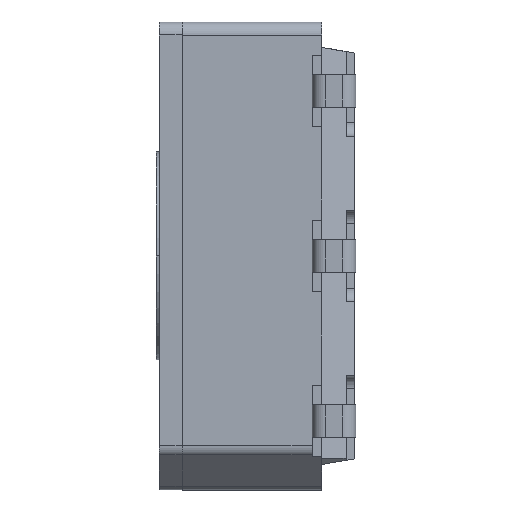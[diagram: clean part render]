
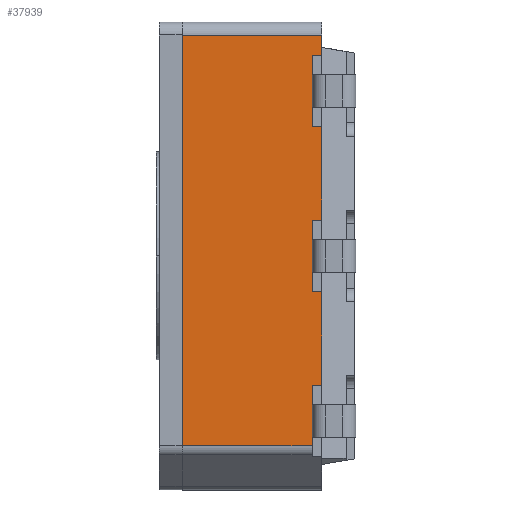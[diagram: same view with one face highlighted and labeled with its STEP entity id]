
A CAD part, left-side view. The second image highlights one B-rep face of the part: STEP entity #37939.
In plain terms, the highlighted planar face has unit normal (-1, 0, 0).
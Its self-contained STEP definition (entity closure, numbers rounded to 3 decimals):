
#185 = CARTESIAN_POINT ( 'NONE',  ( -2.096, 0.501, 3.09 ) ) ;
#507 = DIRECTION ( 'NONE',  ( 0., 0., 1. ) ) ;
#1616 = DIRECTION ( 'NONE',  ( -1., 0., 0. ) ) ;
#1783 = LINE ( 'NONE', #19911, #33264 ) ;
#2139 = EDGE_CURVE ( 'NONE', #37076, #21743, #11542, .T. ) ;
#2230 = DIRECTION ( 'NONE',  ( 0., 0., 1. ) ) ;
#2641 = VECTOR ( 'NONE', #10748, 1000. ) ;
#2771 = EDGE_CURVE ( 'NONE', #20789, #38395, #1783, .T. ) ;
#3796 = VECTOR ( 'NONE', #17981, 1000. ) ;
#4097 = CARTESIAN_POINT ( 'NONE',  ( -2.096, 0.501, 0.55 ) ) ;
#4277 = EDGE_CURVE ( 'NONE', #33985, #12647, #25865, .T. ) ;
#4745 = VERTEX_POINT ( 'NONE', #21039 ) ;
#4766 = EDGE_CURVE ( 'NONE', #29626, #10385, #5272, .T. ) ;
#4769 = DIRECTION ( 'NONE',  ( 0., 1., 0. ) ) ;
#4891 = DIRECTION ( 'NONE',  ( 0., 1., 0. ) ) ;
#5272 = LINE ( 'NONE', #36463, #3796 ) ;
#6069 = LINE ( 'NONE', #22710, #27016 ) ;
#6078 = ORIENTED_EDGE ( 'NONE', *, *, #2139, .T. ) ;
#6107 = CARTESIAN_POINT ( 'NONE',  ( -2.096, 0.501, -0.549 ) ) ;
#6350 = LINE ( 'NONE', #17086, #37777 ) ;
#6625 = CARTESIAN_POINT ( 'NONE',  ( -2.096, -0.02, 3.4 ) ) ;
#6787 = DIRECTION ( 'NONE',  ( 0., 0., 1. ) ) ;
#6923 = ORIENTED_EDGE ( 'NONE', *, *, #15241, .T. ) ;
#7336 = ORIENTED_EDGE ( 'NONE', *, *, #8136, .T. ) ;
#7938 = CARTESIAN_POINT ( 'NONE',  ( -2.096, -0.02, 3.4 ) ) ;
#8136 = EDGE_CURVE ( 'NONE', #14484, #10385, #17416, .T. ) ;
#8417 = CARTESIAN_POINT ( 'NONE',  ( -2.096, 0.651, 147.32 ) ) ;
#10385 = VERTEX_POINT ( 'NONE', #35155 ) ;
#10470 = DIRECTION ( 'NONE',  ( 0., -1., 0. ) ) ;
#10748 = DIRECTION ( 'NONE',  ( 0., 0., -1. ) ) ;
#11007 = CARTESIAN_POINT ( 'NONE',  ( -2.096, 2.65, 3.4 ) ) ;
#11542 = LINE ( 'NONE', #25063, #38700 ) ;
#11603 = VECTOR ( 'NONE', #2230, 1000. ) ;
#12092 = EDGE_CURVE ( 'NONE', #20942, #14484, #16850, .T. ) ;
#12142 = CARTESIAN_POINT ( 'NONE',  ( -2.096, 0.501, 157.48 ) ) ;
#12647 = VERTEX_POINT ( 'NONE', #31732 ) ;
#13179 = CARTESIAN_POINT ( 'NONE',  ( -2.096, 0.651, 147.32 ) ) ;
#13278 = EDGE_CURVE ( 'NONE', #19070, #19149, #34907, .T. ) ;
#13898 = ORIENTED_EDGE ( 'NONE', *, *, #32724, .F. ) ;
#13947 = VERTEX_POINT ( 'NONE', #38960 ) ;
#14484 = VERTEX_POINT ( 'NONE', #11007 ) ;
#15241 = EDGE_CURVE ( 'NONE', #20789, #20942, #21248, .T. ) ;
#15822 = DIRECTION ( 'NONE',  ( 0., 1., 0. ) ) ;
#16358 = ORIENTED_EDGE ( 'NONE', *, *, #4277, .F. ) ;
#16686 = ORIENTED_EDGE ( 'NONE', *, *, #37528, .T. ) ;
#16837 = CARTESIAN_POINT ( 'NONE',  ( -2.096, 2.65, -3.51 ) ) ;
#16850 = LINE ( 'NONE', #6625, #26340 ) ;
#16890 = CARTESIAN_POINT ( 'NONE',  ( -2.096, 0.501, 0.55 ) ) ;
#17086 = CARTESIAN_POINT ( 'NONE',  ( -2.096, 0.651, 147.32 ) ) ;
#17411 = VECTOR ( 'NONE', #18246, 1000. ) ;
#17416 = LINE ( 'NONE', #16837, #2641 ) ;
#17981 = DIRECTION ( 'NONE',  ( 0., 1., 0. ) ) ;
#18246 = DIRECTION ( 'NONE',  ( 0., 0., 1. ) ) ;
#18450 = EDGE_LOOP ( 'NONE', ( #6923, #32206, #7336, #19808, #16686, #13898, #6078, #26119, #22002, #22849, #25969, #16358, #24204, #23634 ) ) ;
#19070 = VERTEX_POINT ( 'NONE', #4097 ) ;
#19119 = EDGE_CURVE ( 'NONE', #33985, #38395, #22373, .T. ) ;
#19149 = VERTEX_POINT ( 'NONE', #19167 ) ;
#19167 = CARTESIAN_POINT ( 'NONE',  ( -2.096, 0.651, 0.551 ) ) ;
#19808 = ORIENTED_EDGE ( 'NONE', *, *, #4766, .F. ) ;
#19911 = CARTESIAN_POINT ( 'NONE',  ( -2.096, 0.501, 3.09 ) ) ;
#20493 = AXIS2_PLACEMENT_3D ( 'NONE', #7938, #1616, #31875 ) ;
#20588 = DIRECTION ( 'NONE',  ( 0., 0., 1. ) ) ;
#20766 = FACE_OUTER_BOUND ( 'NONE', #18450, .T. ) ;
#20789 = VERTEX_POINT ( 'NONE', #185 ) ;
#20942 = VERTEX_POINT ( 'NONE', #37114 ) ;
#21039 = CARTESIAN_POINT ( 'NONE',  ( -2.096, 0.651, -1.99 ) ) ;
#21248 = LINE ( 'NONE', #12142, #17411 ) ;
#21395 = VECTOR ( 'NONE', #6787, 1000. ) ;
#21743 = VERTEX_POINT ( 'NONE', #6107 ) ;
#22002 = ORIENTED_EDGE ( 'NONE', *, *, #30482, .T. ) ;
#22373 = LINE ( 'NONE', #13179, #21395 ) ;
#22710 = CARTESIAN_POINT ( 'NONE',  ( -2.096, 0.501, -0.55 ) ) ;
#22849 = ORIENTED_EDGE ( 'NONE', *, *, #13278, .F. ) ;
#23634 = ORIENTED_EDGE ( 'NONE', *, *, #2771, .F. ) ;
#24022 = DIRECTION ( 'NONE',  ( 0., -1., 0. ) ) ;
#24204 = ORIENTED_EDGE ( 'NONE', *, *, #19119, .T. ) ;
#25063 = CARTESIAN_POINT ( 'NONE',  ( -2.096, 0.501, 157.48 ) ) ;
#25500 = LINE ( 'NONE', #32581, #30690 ) ;
#25626 = PLANE ( 'NONE',  #20493 ) ;
#25865 = LINE ( 'NONE', #35328, #31077 ) ;
#25969 = ORIENTED_EDGE ( 'NONE', *, *, #37806, .T. ) ;
#26119 = ORIENTED_EDGE ( 'NONE', *, *, #36309, .F. ) ;
#26340 = VECTOR ( 'NONE', #15822, 1000. ) ;
#27016 = VECTOR ( 'NONE', #10470, 1000. ) ;
#29426 = CARTESIAN_POINT ( 'NONE',  ( -2.096, 0.651, 3.09 ) ) ;
#29589 = CARTESIAN_POINT ( 'NONE',  ( -2.096, 0.651, 1.996 ) ) ;
#29626 = VERTEX_POINT ( 'NONE', #36205 ) ;
#30482 = EDGE_CURVE ( 'NONE', #13947, #19149, #37294, .T. ) ;
#30647 = DIRECTION ( 'NONE',  ( 0., 0., 1. ) ) ;
#30690 = VECTOR ( 'NONE', #4891, 1000. ) ;
#31077 = VECTOR ( 'NONE', #24022, 1000. ) ;
#31617 = CARTESIAN_POINT ( 'NONE',  ( -2.096, 0.501, 157.48 ) ) ;
#31732 = CARTESIAN_POINT ( 'NONE',  ( -2.096, 0.501, 1.996 ) ) ;
#31875 = DIRECTION ( 'NONE',  ( 0., 0., 1. ) ) ;
#32206 = ORIENTED_EDGE ( 'NONE', *, *, #12092, .T. ) ;
#32581 = CARTESIAN_POINT ( 'NONE',  ( -2.096, 0.501, -1.99 ) ) ;
#32724 = EDGE_CURVE ( 'NONE', #37076, #4745, #25500, .T. ) ;
#33264 = VECTOR ( 'NONE', #38123, 1000. ) ;
#33985 = VERTEX_POINT ( 'NONE', #29589 ) ;
#34584 = VECTOR ( 'NONE', #30647, 1000. ) ;
#34907 = LINE ( 'NONE', #16890, #38272 ) ;
#35155 = CARTESIAN_POINT ( 'NONE',  ( -2.096, 2.65, -2.917 ) ) ;
#35328 = CARTESIAN_POINT ( 'NONE',  ( -2.096, 0.501, 1.996 ) ) ;
#36205 = CARTESIAN_POINT ( 'NONE',  ( -2.096, 0.651, -2.917 ) ) ;
#36309 = EDGE_CURVE ( 'NONE', #13947, #21743, #6069, .T. ) ;
#36463 = CARTESIAN_POINT ( 'NONE',  ( -2.096, -0.02, -2.917 ) ) ;
#37076 = VERTEX_POINT ( 'NONE', #38203 ) ;
#37114 = CARTESIAN_POINT ( 'NONE',  ( -2.096, 0.501, 3.4 ) ) ;
#37294 = LINE ( 'NONE', #8417, #11603 ) ;
#37528 = EDGE_CURVE ( 'NONE', #29626, #4745, #6350, .T. ) ;
#37777 = VECTOR ( 'NONE', #20588, 1000. ) ;
#37806 = EDGE_CURVE ( 'NONE', #19070, #12647, #37949, .T. ) ;
#37939 = ADVANCED_FACE ( 'NONE', ( #20766 ), #25626, .T. ) ;
#37949 = LINE ( 'NONE', #31617, #34584 ) ;
#38123 = DIRECTION ( 'NONE',  ( 0., 1., 0. ) ) ;
#38203 = CARTESIAN_POINT ( 'NONE',  ( -2.096, 0.501, -1.99 ) ) ;
#38272 = VECTOR ( 'NONE', #4769, 1000. ) ;
#38395 = VERTEX_POINT ( 'NONE', #29426 ) ;
#38700 = VECTOR ( 'NONE', #507, 1000. ) ;
#38960 = CARTESIAN_POINT ( 'NONE',  ( -2.096, 0.651, -0.55 ) ) ;
